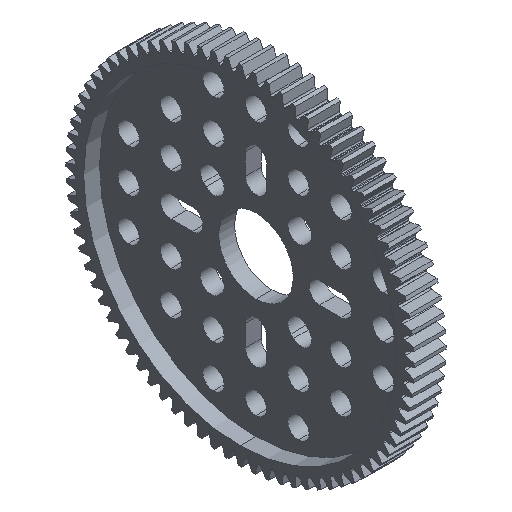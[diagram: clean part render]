
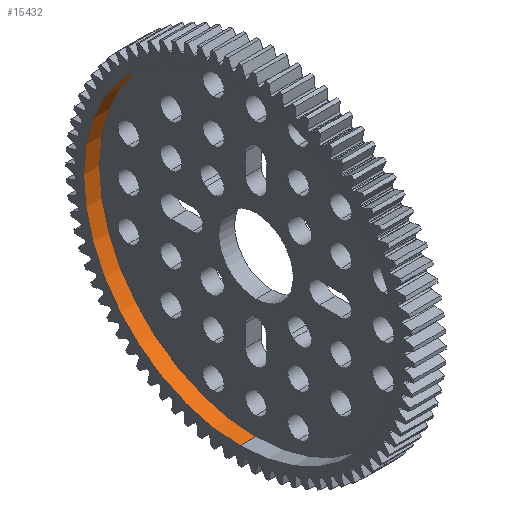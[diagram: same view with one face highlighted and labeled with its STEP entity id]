
A CAD part, isometric view. The second image highlights one B-rep face of the part: STEP entity #15432.
In plain terms, the highlighted cylindrical face has radius 29.464 mm (diameter 58.928 mm), a partial arc.
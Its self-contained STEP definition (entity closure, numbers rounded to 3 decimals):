
#786 = CYLINDRICAL_SURFACE ( 'NONE', #9888, 29.464 ) ;
#1901 = EDGE_CURVE ( 'NONE', #13463, #16872, #2641, .T. ) ;
#2062 = CARTESIAN_POINT ( 'NONE',  ( -100., 0., 0. ) ) ;
#2358 = CARTESIAN_POINT ( 'NONE',  ( -97., 0., -29.464 ) ) ;
#2641 = CIRCLE ( 'NONE', #24549, 29.464 ) ;
#3434 = ORIENTED_EDGE ( 'NONE', *, *, #16800, .T. ) ;
#5191 = CARTESIAN_POINT ( 'NONE',  ( -97., 0., 0. ) ) ;
#5336 = AXIS2_PLACEMENT_3D ( 'NONE', #5191, #13371, #15190 ) ;
#5438 = CARTESIAN_POINT ( 'NONE',  ( -97., 0., 0. ) ) ;
#5446 = FACE_OUTER_BOUND ( 'NONE', #9376, .T. ) ;
#6543 = DIRECTION ( 'NONE',  ( -1., 0., 0. ) ) ;
#9376 = EDGE_LOOP ( 'NONE', ( #20928, #19395, #3434, #21117 ) ) ;
#9888 = AXIS2_PLACEMENT_3D ( 'NONE', #5438, #23435, #25427 ) ;
#10584 = EDGE_CURVE ( 'NONE', #22022, #21500, #16246, .T. ) ;
#10820 = EDGE_CURVE ( 'NONE', #21500, #16872, #21507, .T. ) ;
#11251 = VECTOR ( 'NONE', #6543, 1000. ) ;
#12054 = DIRECTION ( 'NONE',  ( 0., 0., 1. ) ) ;
#13371 = DIRECTION ( 'NONE',  ( -1., 0., 0. ) ) ;
#13463 = VERTEX_POINT ( 'NONE', #17032 ) ;
#13808 = DIRECTION ( 'NONE',  ( -1., 0., 0. ) ) ;
#15054 = VECTOR ( 'NONE', #19604, 1000. ) ;
#15190 = DIRECTION ( 'NONE',  ( 0., 0., 1. ) ) ;
#15432 = ADVANCED_FACE ( 'NONE', ( #5446 ), #786, .F. ) ;
#16246 = CIRCLE ( 'NONE', #5336, 29.464 ) ;
#16312 = CARTESIAN_POINT ( 'NONE',  ( -97., 0., -29.464 ) ) ;
#16800 = EDGE_CURVE ( 'NONE', #22022, #13463, #25611, .T. ) ;
#16872 = VERTEX_POINT ( 'NONE', #19934 ) ;
#17032 = CARTESIAN_POINT ( 'NONE',  ( -100., 0., 29.464 ) ) ;
#17868 = CARTESIAN_POINT ( 'NONE',  ( -97., 0., 29.464 ) ) ;
#19395 = ORIENTED_EDGE ( 'NONE', *, *, #10584, .F. ) ;
#19604 = DIRECTION ( 'NONE',  ( -1., 0., 0. ) ) ;
#19934 = CARTESIAN_POINT ( 'NONE',  ( -100., 0., -29.464 ) ) ;
#20928 = ORIENTED_EDGE ( 'NONE', *, *, #10820, .F. ) ;
#21117 = ORIENTED_EDGE ( 'NONE', *, *, #1901, .T. ) ;
#21500 = VERTEX_POINT ( 'NONE', #2358 ) ;
#21507 = LINE ( 'NONE', #16312, #11251 ) ;
#21805 = CARTESIAN_POINT ( 'NONE',  ( -97., 0., 29.464 ) ) ;
#22022 = VERTEX_POINT ( 'NONE', #21805 ) ;
#23435 = DIRECTION ( 'NONE',  ( -1., 0., 0. ) ) ;
#24549 = AXIS2_PLACEMENT_3D ( 'NONE', #2062, #13808, #12054 ) ;
#25427 = DIRECTION ( 'NONE',  ( 0., 0., 1. ) ) ;
#25611 = LINE ( 'NONE', #17868, #15054 ) ;
